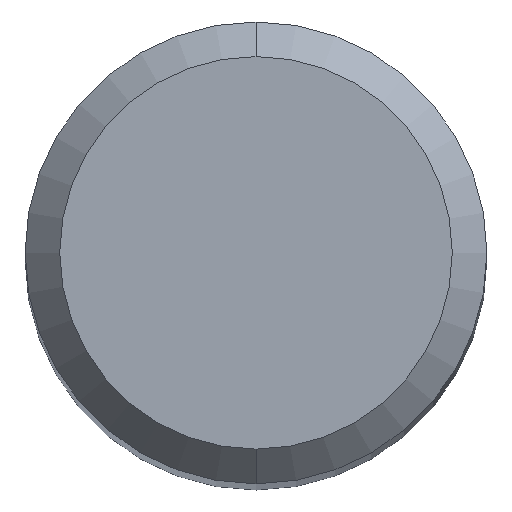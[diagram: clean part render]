
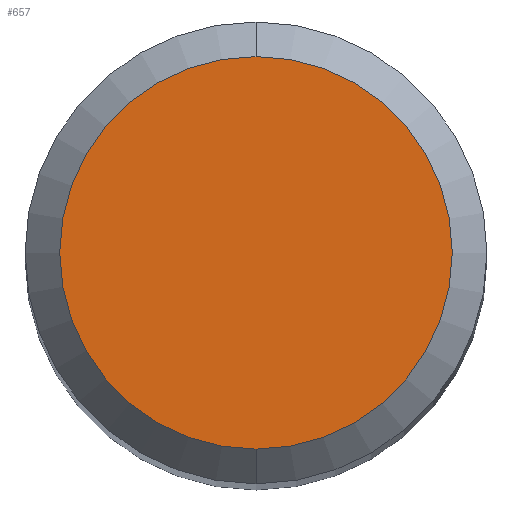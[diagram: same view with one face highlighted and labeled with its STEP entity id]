
A CAD part, top view. The second image highlights one B-rep face of the part: STEP entity #657.
In plain terms, the highlighted planar face has unit normal (0, 0, 1).
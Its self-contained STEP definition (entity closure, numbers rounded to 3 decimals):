
#527=EDGE_CURVE('',#1183,#785,#1337,.T.);
#535=EDGE_CURVE('',#785,#1183,#1347,.T.);
#657=ADVANCED_FACE('',(#1480),#1481,.T.);
#785=VERTEX_POINT('',#1621);
#1183=VERTEX_POINT('',#2056);
#1337=CIRCLE('',#2462,1.7);
#1347=CIRCLE('',#2474,1.7);
#1480=FACE_OUTER_BOUND('',#3144,.T.);
#1481=PLANE('',#3145);
#1621=CARTESIAN_POINT('',(0.0,1.7,0.0));
#2056=CARTESIAN_POINT('',(0.,-1.7,0.0));
#2462=AXIS2_PLACEMENT_3D('',#5646,#5647,#5648);
#2474=AXIS2_PLACEMENT_3D('',#5680,#5681,#5682);
#3144=EDGE_LOOP('',(#5795,#5796));
#3145=AXIS2_PLACEMENT_3D('',#5797,#5798,#5799);
#5646=CARTESIAN_POINT('',(0.0,0.0,0.0));
#5647=DIRECTION('',(0.0,0.0,-1.0));
#5648=DIRECTION('',(0.0,1.0,0.0));
#5680=CARTESIAN_POINT('',(0.0,0.0,0.0));
#5681=DIRECTION('',(0.0,0.0,-1.0));
#5682=DIRECTION('',(0.0,1.0,0.0));
#5795=ORIENTED_EDGE('',*,*,#535,.F.);
#5796=ORIENTED_EDGE('',*,*,#527,.F.);
#5797=CARTESIAN_POINT('',(0.0,0.85,0.0));
#5798=DIRECTION('',(-0.0,0.0,1.0));
#5799=DIRECTION('',(0.0,-1.0,0.0));
